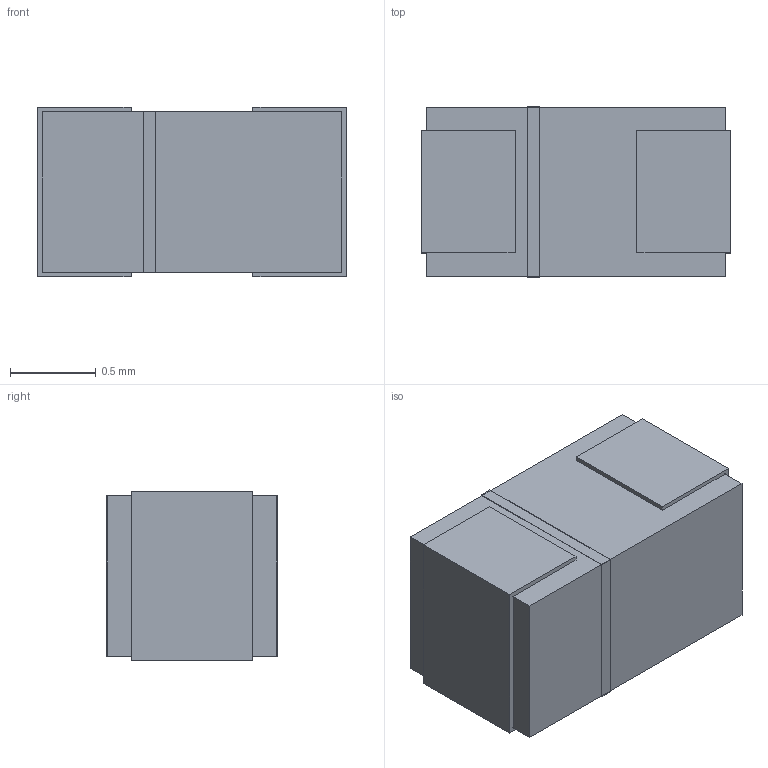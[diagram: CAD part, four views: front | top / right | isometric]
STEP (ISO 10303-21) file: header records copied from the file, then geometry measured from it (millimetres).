
FILE_DESCRIPTION(('FreeCAD Model'),'2;1');
FILE_NAME('bourns-MH1608-601Y.step', '2018-06-05T22:02:30',('Author'),(''), 'Open CASCADE STEP processor 6.8','FreeCAD','Unknown');
FILE_SCHEMA(('AUTOMOTIVE_DESIGN_CC2 { 1 2 10303 214 -1 1 5 4 }'));
Length unit declared in the file: millimetre
Products named in the file (38): part006; part007; part005; part; part001; part002; part003; part004; part027; part028; part029; part032; part033; part034; part035; part008; part009; part010; part036; part037; part024; part025; part026; part022; part023; part011; part012; part013; part019; part020; part021; part030; part014; part031; part015; part016; part017; part018
Bounding box: 1.8 x 1 x 0.99 mm (x, y, z)
Surface area: 15.3 mm2 (no closed solid volume)
Topology: 0 solids, 38 shells, 38 faces, 176 edges, 176 vertices
Faces by surface type: plane 38
Entity records: 3713 total; most frequent: CARTESIAN_POINT 567, DIRECTION 430, LINE 352, VECTOR 352, ORIENTED_EDGE 176, EDGE_CURVE 176, VERTEX_POINT 176, SURFACE_CURVE 176
